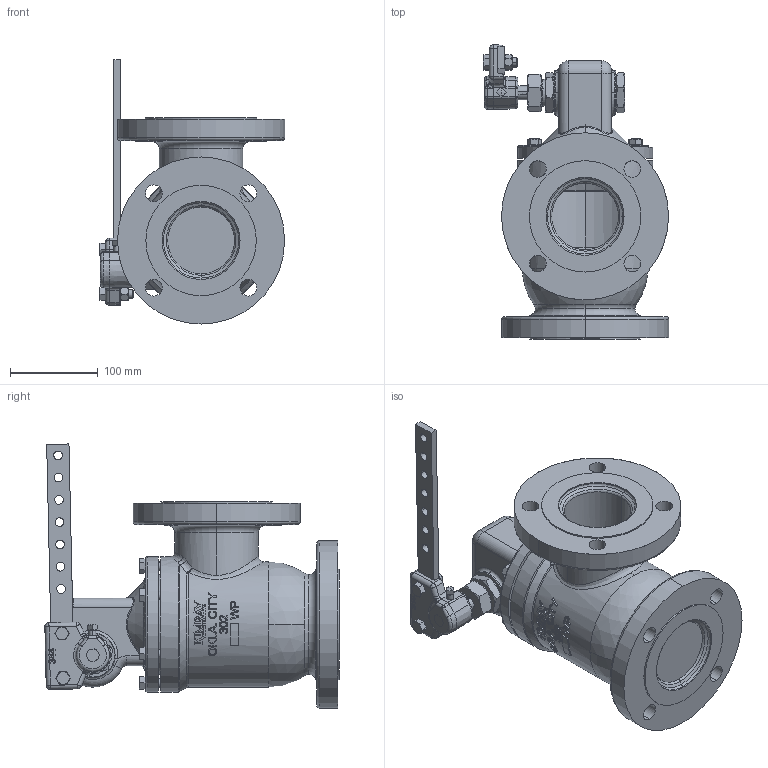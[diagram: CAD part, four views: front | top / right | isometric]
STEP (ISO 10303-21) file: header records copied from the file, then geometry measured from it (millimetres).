
FILE_DESCRIPTION (( 'STEP AP203' ), '1' );
FILE_NAME ('3 INCH 312 FOA-D (CBE).STEP', '2016-05-23T14:17:51', ( 'PCTech' ), ( 'Microsoft' ), 'SwSTEP 2.0', 'SolidWorks 2016', '' );
FILE_SCHEMA (( 'CONFIG_CONTROL_DESIGN' ));
Products named in the file (1): 3 INCH 312 FOA-D (CBE)
Bounding box: 211.2 x 335.54 x 301.08 mm (x, y, z)
Volume: 3712626.8 mm3; surface area: 433436.2 mm2
Topology: 1 solids, 6 shells, 1300 faces, 3303 edges, 2085 vertices
Faces by surface type: plane 619, cylinder 224, bspline 206, cone 178, torus 65, sphere 8
Entity records: 55680 total; most frequent: CARTESIAN_POINT 26578, ORIENTED_EDGE 6554, DIRECTION 5221, EDGE_CURVE 3277, VERTEX_POINT 2085, AXIS2_PLACEMENT_3D 1849, VECTOR 1523, LINE 1523
